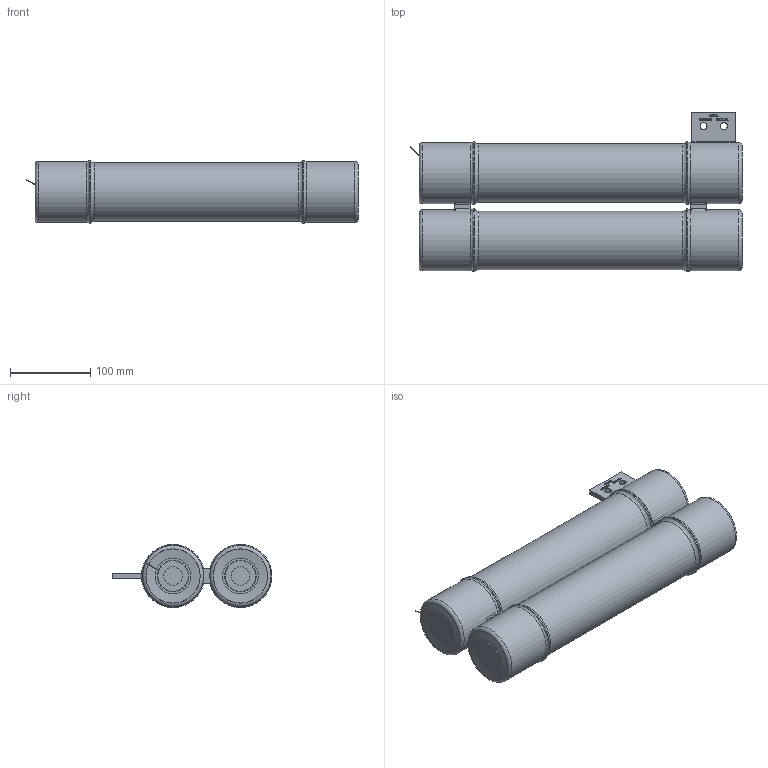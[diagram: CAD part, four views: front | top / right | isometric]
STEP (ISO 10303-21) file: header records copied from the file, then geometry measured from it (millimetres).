
FILE_DESCRIPTION (( 'STEP AP203' ), '1' );
FILE_NAME ('242099.STEP', '2021-09-17T13:05:29', ( '' ), ( '' ), 'SwSTEP 2.0', 'SolidWorks 2017', '' );
FILE_SCHEMA (( 'CONFIG_CONTROL_DESIGN' ));
Length unit declared in the file: inch
Products named in the file (1): 242099
Bounding box: 414.52 x 199.69 x 78.78 mm (x, y, z)
Surface area: 409197.8 mm2 (no closed solid volume)
Topology: 0 solids, 197 shells, 385 faces, 1778 edges, 1588 vertices
Faces by surface type: plane 188, cylinder 103, torus 57, bspline 20, sphere 13, cone 4
Full cylindrical faces by diameter (mm): 8.738 x2, 38.1 x4, 72.898 x2, 73 x2, 76.149 x4, 78.74 x4
Entity records: 21332 total; most frequent: CARTESIAN_POINT 7961, DIRECTION 2608, ORIENTED_EDGE 1898, EDGE_CURVE 1697, VERTEX_POINT 1578, VECTOR 1034, LINE 1034, AXIS2_PLACEMENT_3D 787
